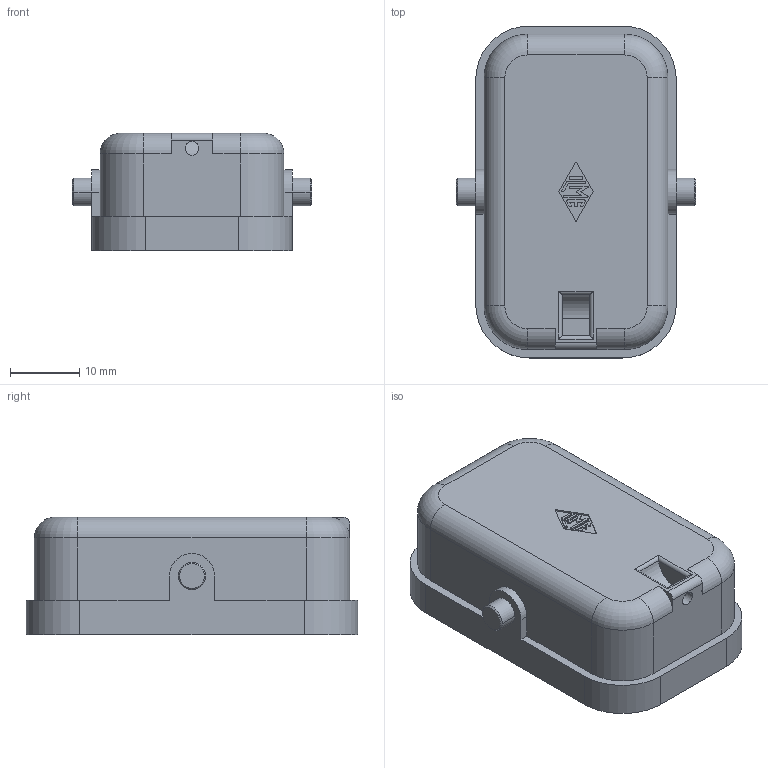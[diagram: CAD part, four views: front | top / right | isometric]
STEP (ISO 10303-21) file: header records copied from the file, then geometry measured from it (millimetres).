
FILE_DESCRIPTION(('CoCreate Modeling STEP Export'),'2;1');
FILE_NAME('CQ 08 CA.stp','2009-02-19T 9:40:27',(''),(''),'CoCreate Modeling STEP processor for AP214 (Solid Model)','CoCreate Modeling 16.00A 16-Aug-2008 (C) Parametric Technology GmbH','');
FILE_SCHEMA(('AUTOMOTIVE_DESIGN { 1 0 10303 214 1 1 1 1 }'));
Length unit declared in the file: millimetre
Products named in the file (2): CQ_08_CA
Assembly tree (1 placements, depth 2):
  CQ_08_CA
    CQ_08_CA
Bounding box: 34.6 x 48 x 17 mm (x, y, z)
Volume: 5171.3 mm3; surface area: 6929.5 mm2
Topology: 1 solids, 1 shells, 136 faces, 358 edges, 234 vertices
Faces by surface type: plane 70, cylinder 58, cone 4, torus 4
Entity records: 5169 total; most frequent: ORIENTED_EDGE 716, CARTESIAN_POINT 713, DIRECTION 675, EDGE_CURVE 358, VERTEX_POINT 234, VECTOR 231, LINE 231, AXIS2_PLACEMENT_3D 222
